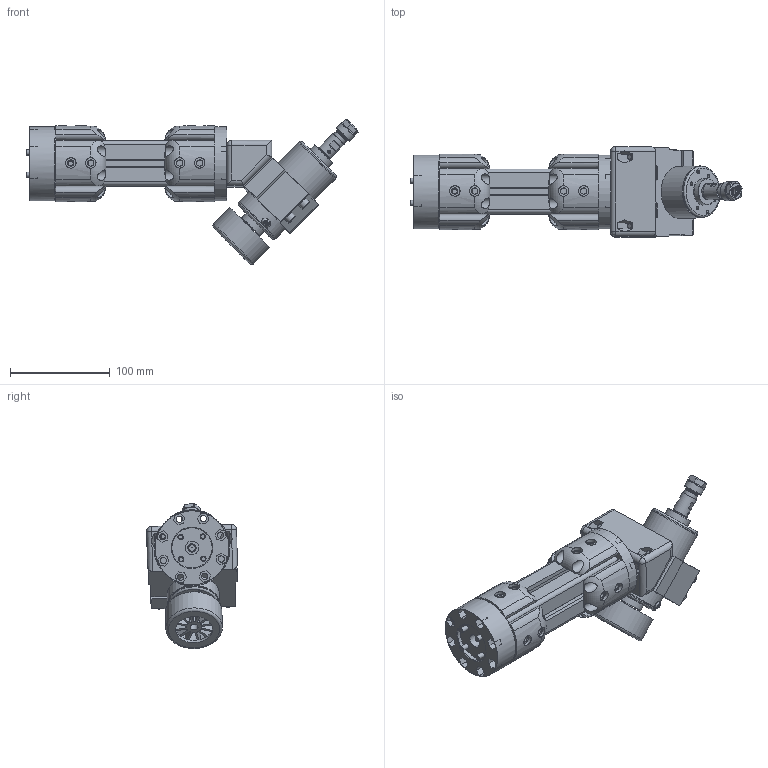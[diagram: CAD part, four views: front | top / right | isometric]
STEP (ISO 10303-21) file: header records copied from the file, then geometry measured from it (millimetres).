
FILE_DESCRIPTION(/* description */ (''),/* implementation_level */ '2;1');
FILE_NAME(/* name */ 'milling_tool_for_FANUC.stp',/* time_stamp */ '2023-10-23T13:17:27+02:00',/* author */ ('1mich'),/* organization */ (''),/* preprocessor_version */ 'ST-DEVELOPER v19',/* originating_system */ 'Autodesk Inventor 2023',/* authorisation */ '');
FILE_SCHEMA (('AUTOMOTIVE_DESIGN { 1 0 10303 214 3 1 1 }'));
Products named in the file (16): milling_tool_for_fanuc; mouting_52mm; SPIDNLE; spinde_500W; spinde_500W_1; spinde_500W_2; spinde_500W_3; profile; m5x25; adapater_wrist_profile_mounting; AS 1474 - M6; T_NUT; angle_mount; M6x60; adapter_2; profile_mounitng
Assembly tree (39 placements, depth 3):
  milling_tool_for_fanuc
    mouting_52mm
    SPIDNLE
      spinde_500W
      spinde_500W_1
      spinde_500W_2
      spinde_500W_3
    profile
    m5x25  x4
    AS 1474 - M6  x9
    adapater_wrist_profile_mounting
    profile_mounitng  x8
    T_NUT  x4
    angle_mount
    M6x60  x4
    adapter_2
Bounding box: 332.33 x 90.89 x 145.19 mm (x, y, z)
Volume: 868877.1 mm3; surface area: 323644.9 mm2
Topology: 43 solids, 43 shells, 1239 faces, 3251 edges, 2290 vertices
Faces by surface type: plane 754, cylinder 379, cone 55, torus 39, bspline 10, sphere 2
Full cylindrical faces by diameter (mm): 0.1 x1, 0.98 x2, 1 x2, 2.5 x2, 2.98 x2, 3 x14, 4.917 x9, 5 x4, 5.3 x4, 6 x10, 6.3 x60, 6.5 x5, 6.6 x4, 8 x3, 8.3 x2, 8.77 x1, 9.8 x2, 10 x5, 10.5 x32, 11 x4, 11.1 x1, 11.5 x4, 11.77 x1, 12.5 x4, 13.36 x1, 13.5 x2, 14 x15, 16 x3, 19.1 x1, 26 x2
Entity records: 45154 total; most frequent: CARTESIAN_POINT 22572, DIRECTION 4423, ORIENTED_EDGE 4368, EDGE_CURVE 2184, AXIS2_PLACEMENT_3D 1493, VERTEX_POINT 1465, LINE 1437, VECTOR 1437
